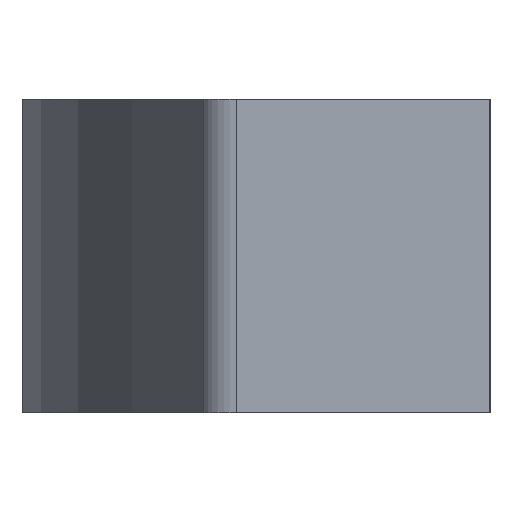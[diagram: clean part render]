
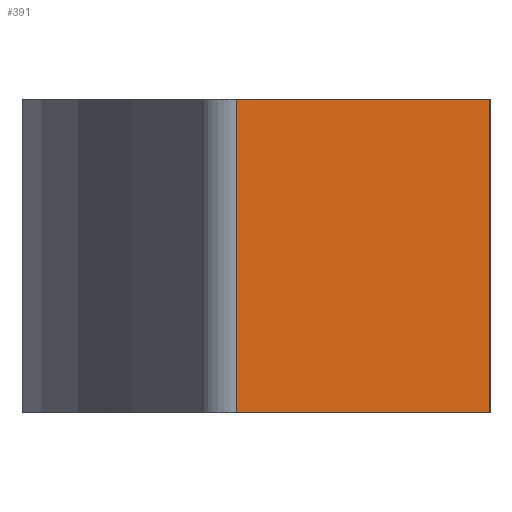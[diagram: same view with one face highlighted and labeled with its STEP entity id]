
A CAD part, left-side view. The second image highlights one B-rep face of the part: STEP entity #391.
In plain terms, the highlighted planar face has unit normal (-1, 0, 0).
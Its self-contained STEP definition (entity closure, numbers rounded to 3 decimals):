
#3 = AXIS2_PLACEMENT_3D ( 'NONE', #476, #259, #72 ) ;
#22 = VERTEX_POINT ( 'NONE', #48 ) ;
#23 = DIRECTION ( 'NONE',  ( 0., -1., 0. ) ) ;
#25 = CARTESIAN_POINT ( 'NONE',  ( -7.996, 0., 2. ) ) ;
#28 = VECTOR ( 'NONE', #465, 1000. ) ;
#33 = VECTOR ( 'NONE', #346, 1000. ) ;
#48 = CARTESIAN_POINT ( 'NONE',  ( -7.996, 0., -2. ) ) ;
#58 = EDGE_CURVE ( 'NONE', #144, #194, #368, .T. ) ;
#72 = DIRECTION ( 'NONE',  ( 0., 0., -1. ) ) ;
#96 = ORIENTED_EDGE ( 'NONE', *, *, #113, .T. ) ;
#97 = CARTESIAN_POINT ( 'NONE',  ( -7.996, 3.235, 2. ) ) ;
#113 = EDGE_CURVE ( 'NONE', #194, #22, #382, .T. ) ;
#144 = VERTEX_POINT ( 'NONE', #97 ) ;
#158 = CARTESIAN_POINT ( 'NONE',  ( -7.996, 0., 2. ) ) ;
#194 = VERTEX_POINT ( 'NONE', #347 ) ;
#202 = EDGE_LOOP ( 'NONE', ( #317, #415, #96, #411 ) ) ;
#241 = EDGE_CURVE ( 'NONE', #144, #477, #248, .T. ) ;
#248 = LINE ( 'NONE', #453, #28 ) ;
#259 = DIRECTION ( 'NONE',  ( 1., 0., 0. ) ) ;
#266 = FACE_OUTER_BOUND ( 'NONE', #202, .T. ) ;
#296 = PLANE ( 'NONE',  #3 ) ;
#316 = VECTOR ( 'NONE', #360, 1000. ) ;
#317 = ORIENTED_EDGE ( 'NONE', *, *, #241, .F. ) ;
#341 = VECTOR ( 'NONE', #23, 1000. ) ;
#344 = CARTESIAN_POINT ( 'NONE',  ( -7.996, 3.235, 2. ) ) ;
#346 = DIRECTION ( 'NONE',  ( 0., 0., -1. ) ) ;
#347 = CARTESIAN_POINT ( 'NONE',  ( -7.996, 3.235, -2. ) ) ;
#360 = DIRECTION ( 'NONE',  ( 0., 0., -1. ) ) ;
#368 = LINE ( 'NONE', #344, #33 ) ;
#369 = LINE ( 'NONE', #25, #316 ) ;
#381 = CARTESIAN_POINT ( 'NONE',  ( -7.996, 0., -2. ) ) ;
#382 = LINE ( 'NONE', #381, #341 ) ;
#385 = EDGE_CURVE ( 'NONE', #477, #22, #369, .T. ) ;
#391 = ADVANCED_FACE ( 'NONE', ( #266 ), #296, .F. ) ;
#411 = ORIENTED_EDGE ( 'NONE', *, *, #385, .F. ) ;
#415 = ORIENTED_EDGE ( 'NONE', *, *, #58, .T. ) ;
#453 = CARTESIAN_POINT ( 'NONE',  ( -7.996, 0., 2. ) ) ;
#465 = DIRECTION ( 'NONE',  ( 0., -1., 0. ) ) ;
#476 = CARTESIAN_POINT ( 'NONE',  ( -7.996, 0., 2. ) ) ;
#477 = VERTEX_POINT ( 'NONE', #158 ) ;
